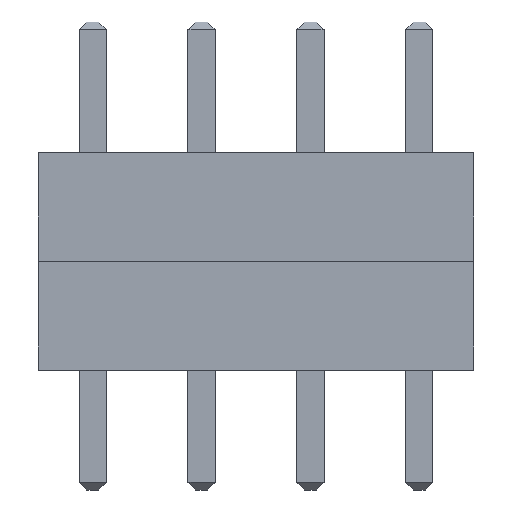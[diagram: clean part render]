
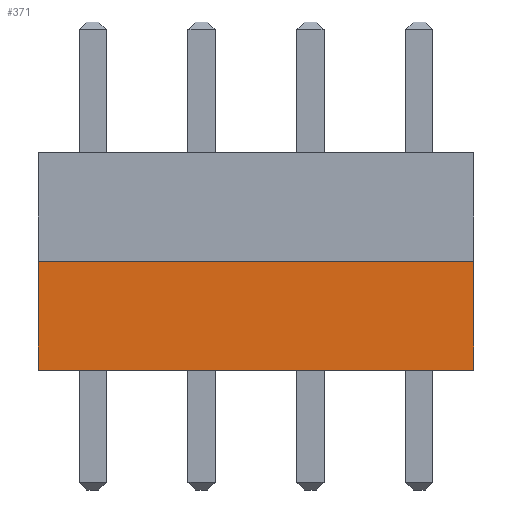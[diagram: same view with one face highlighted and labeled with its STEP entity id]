
A CAD part, top view. The second image highlights one B-rep face of the part: STEP entity #371.
In plain terms, the highlighted planar face has unit normal (0, 0, 1).
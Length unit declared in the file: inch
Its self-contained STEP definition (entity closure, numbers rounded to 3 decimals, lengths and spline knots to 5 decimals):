
#371 = ADVANCED_FACE( '', ( #748 ), #749, .F. );
#748 = FACE_OUTER_BOUND( '', #1132, .T. );
#749 = PLANE( '', #1133 );
#1132 = EDGE_LOOP( '', ( #2040, #2041, #2042, #2043 ) );
#1133 = AXIS2_PLACEMENT_3D( '', #2044, #2045, #2046 );
#2040 = ORIENTED_EDGE( '', *, *, #2629, .T. );
#2041 = ORIENTED_EDGE( '', *, *, #2671, .F. );
#2042 = ORIENTED_EDGE( '', *, *, #2533, .F. );
#2043 = ORIENTED_EDGE( '', *, *, #2589, .T. );
#2044 = CARTESIAN_POINT( '', ( -0.2, 0.1, 0.05 ) );
#2045 = DIRECTION( '', ( 0., 0., -1. ) );
#2046 = DIRECTION( '', ( -1., 0., 0. ) );
#2533 = EDGE_CURVE( '', #3099, #3101, #3102, .T. );
#2589 = EDGE_CURVE( '', #3099, #3177, #3179, .T. );
#2629 = EDGE_CURVE( '', #3177, #3227, #3229, .T. );
#2671 = EDGE_CURVE( '', #3101, #3227, #3282, .T. );
#3099 = VERTEX_POINT( '', #3889 );
#3101 = VERTEX_POINT( '', #3892 );
#3102 = LINE( '', #3893, #3894 );
#3177 = VERTEX_POINT( '', #4007 );
#3179 = LINE( '', #4010, #4011 );
#3227 = VERTEX_POINT( '', #4088 );
#3229 = LINE( '', #4091, #4092 );
#3282 = LINE( '', #4173, #4174 );
#3889 = CARTESIAN_POINT( '', ( -0.2, 0.1, 0.05 ) );
#3892 = CARTESIAN_POINT( '', ( 0.2, 0.1, 0.05 ) );
#3893 = CARTESIAN_POINT( '', ( -0.2, 0.1, 0.05 ) );
#3894 = VECTOR( '', #4447, 39.37008 );
#4007 = CARTESIAN_POINT( '', ( -0.2, 0., 0.05 ) );
#4010 = CARTESIAN_POINT( '', ( -0.2, 0.1, 0.05 ) );
#4011 = VECTOR( '', #4487, 39.37008 );
#4088 = CARTESIAN_POINT( '', ( 0.2, 0., 0.05 ) );
#4091 = CARTESIAN_POINT( '', ( -0.2, 0., 0.05 ) );
#4092 = VECTOR( '', #4518, 39.37008 );
#4173 = CARTESIAN_POINT( '', ( 0.2, 0.1, 0.05 ) );
#4174 = VECTOR( '', #4547, 39.37008 );
#4447 = DIRECTION( '', ( 1., 0., 0. ) );
#4487 = DIRECTION( '', ( 0., -1., 0. ) );
#4518 = DIRECTION( '', ( 1., 0., 0. ) );
#4547 = DIRECTION( '', ( 0., -1., 0. ) );
